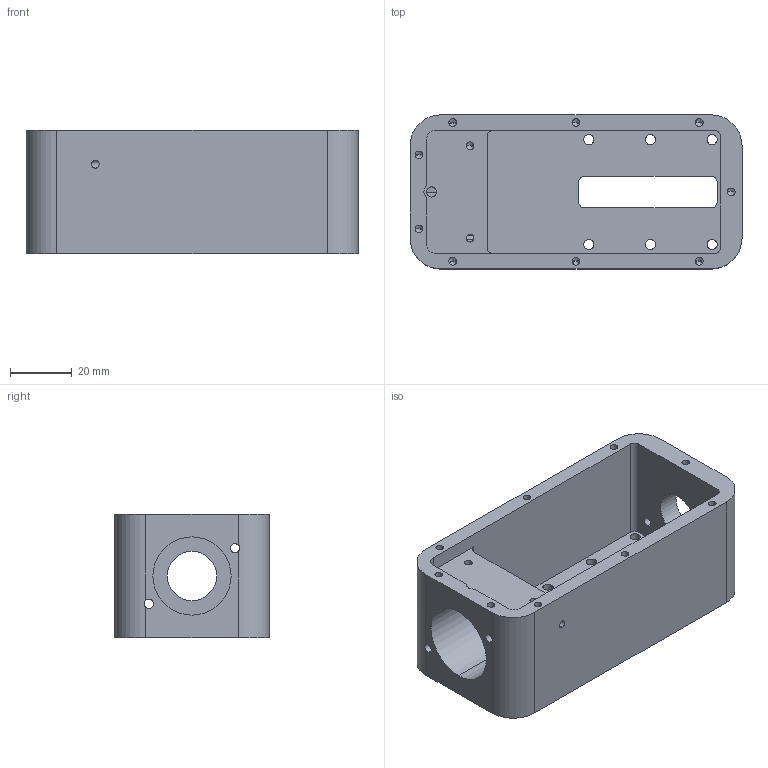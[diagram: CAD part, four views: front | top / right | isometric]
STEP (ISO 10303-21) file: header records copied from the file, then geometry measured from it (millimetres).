
FILE_DESCRIPTION (( 'STEP AP214' ), '1' );
FILE_NAME ('J5 Housing.STEP', '2023-08-09T20:00:14', ( '' ), ( '' ), 'SwSTEP 2.0', 'SolidWorks 2021', '' );
FILE_SCHEMA (( 'AUTOMOTIVE_DESIGN' ));
Length unit declared in the file: millimetre
Products named in the file (1): J5 Housing
Bounding box: 107.7 x 50 x 40 mm (x, y, z)
Volume: 84603.4 mm3; surface area: 32744.5 mm2
Topology: 1 solids, 1 shells, 108 faces, 309 edges, 187 vertices
Faces by surface type: cylinder 67, cone 23, plane 18
Entity records: 3666 total; most frequent: CARTESIAN_POINT 779, DIRECTION 624, ORIENTED_EDGE 574, EDGE_CURVE 287, AXIS2_PLACEMENT_3D 242, VERTEX_POINT 187, EDGE_LOOP 146, LINE 140
